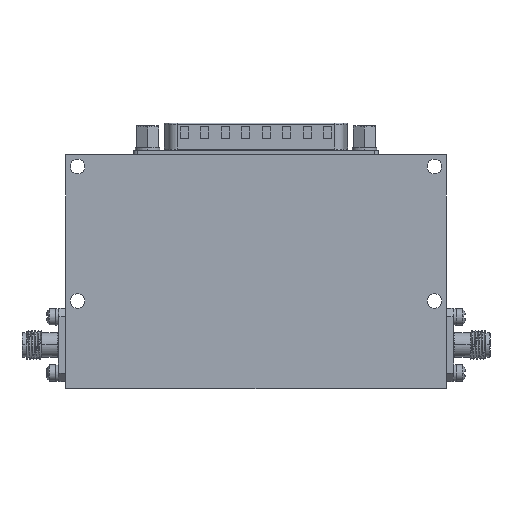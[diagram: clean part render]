
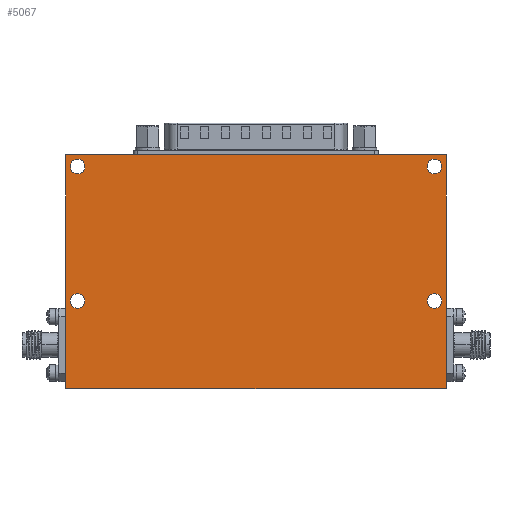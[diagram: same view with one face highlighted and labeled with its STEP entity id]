
A CAD part, front view. The second image highlights one B-rep face of the part: STEP entity #5067.
In plain terms, the highlighted planar face has unit normal (0, -1, 0).
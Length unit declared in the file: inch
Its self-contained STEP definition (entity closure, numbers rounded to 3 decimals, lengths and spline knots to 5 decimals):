
#854 = PLANE ( 'NONE',  #126772 ) ;
#5003 = CARTESIAN_POINT ( 'NONE',  ( 1.525, 0., -0.25 ) ) ;
#5067 = ADVANCED_FACE ( 'NONE', ( #134108, #36432, #155150, #200757, #33102 ), #854, .T. ) ;
#8611 = AXIS2_PLACEMENT_3D ( 'NONE', #92236, #40214, #175534 ) ;
#9316 = AXIS2_PLACEMENT_3D ( 'NONE', #38949, #90914, #69934 ) ;
#11538 = ORIENTED_EDGE ( 'NONE', *, *, #130275, .T. ) ;
#13879 = EDGE_CURVE ( 'NONE', #166334, #52037, #151170, .T. ) ;
#14994 = VECTOR ( 'NONE', #58302, 39.37008 ) ;
#18275 = CARTESIAN_POINT ( 'NONE',  ( -1.5875, 0., -0.25 ) ) ;
#19827 = VECTOR ( 'NONE', #217056, 39.37008 ) ;
#20670 = ORIENTED_EDGE ( 'NONE', *, *, #82456, .T. ) ;
#23185 = CARTESIAN_POINT ( 'NONE',  ( -1.525, 0., -0.25 ) ) ;
#23785 = DIRECTION ( 'NONE',  ( 1., 0., 0. ) ) ;
#30738 = VERTEX_POINT ( 'NONE', #61985 ) ;
#31278 = CIRCLE ( 'NONE', #148409, 0.0625 ) ;
#33102 = FACE_OUTER_BOUND ( 'NONE', #175223, .T. ) ;
#33608 = ORIENTED_EDGE ( 'NONE', *, *, #199028, .T. ) ;
#34358 = CARTESIAN_POINT ( 'NONE',  ( 1.525, 0., 0.9 ) ) ;
#35168 = CARTESIAN_POINT ( 'NONE',  ( -1.525, 0., 0.9 ) ) ;
#36432 = FACE_BOUND ( 'NONE', #46735, .T. ) ;
#37087 = CIRCLE ( 'NONE', #8611, 0.0625 ) ;
#38295 = CIRCLE ( 'NONE', #162354, 0.0625 ) ;
#38949 = CARTESIAN_POINT ( 'NONE',  ( -1.525, 0., 0.9 ) ) ;
#40214 = DIRECTION ( 'NONE',  ( 0., 1., 0. ) ) ;
#41060 = VERTEX_POINT ( 'NONE', #184520 ) ;
#42770 = VERTEX_POINT ( 'NONE', #18275 ) ;
#42792 = CARTESIAN_POINT ( 'NONE',  ( 1.625, 0., 1. ) ) ;
#44018 = VERTEX_POINT ( 'NONE', #155448 ) ;
#45240 = CARTESIAN_POINT ( 'NONE',  ( -1.4625, 0., -0.25 ) ) ;
#45753 = ORIENTED_EDGE ( 'NONE', *, *, #58896, .T. ) ;
#46735 = EDGE_LOOP ( 'NONE', ( #128599, #45753 ) ) ;
#49697 = VERTEX_POINT ( 'NONE', #58139 ) ;
#52037 = VERTEX_POINT ( 'NONE', #64877 ) ;
#53911 = CARTESIAN_POINT ( 'NONE',  ( 1.525, 0., 0.9 ) ) ;
#54250 = CIRCLE ( 'NONE', #128496, 0.0625 ) ;
#57522 = EDGE_CURVE ( 'NONE', #42770, #159177, #187077, .T. ) ;
#58139 = CARTESIAN_POINT ( 'NONE',  ( 1.625, 0., -1. ) ) ;
#58302 = DIRECTION ( 'NONE',  ( -1., 0., 0. ) ) ;
#58896 = EDGE_CURVE ( 'NONE', #52037, #166334, #31278, .T. ) ;
#61985 = CARTESIAN_POINT ( 'NONE',  ( 1.625, 0., 1. ) ) ;
#62743 = EDGE_LOOP ( 'NONE', ( #171312, #20670 ) ) ;
#64877 = CARTESIAN_POINT ( 'NONE',  ( -1.5875, 0., 0.9 ) ) ;
#64989 = ORIENTED_EDGE ( 'NONE', *, *, #66857, .T. ) ;
#65871 = VERTEX_POINT ( 'NONE', #144176 ) ;
#66857 = EDGE_CURVE ( 'NONE', #30738, #44018, #78167, .T. ) ;
#66974 = ORIENTED_EDGE ( 'NONE', *, *, #167496, .T. ) ;
#69934 = DIRECTION ( 'NONE',  ( 1., 0., 0. ) ) ;
#77048 = CARTESIAN_POINT ( 'NONE',  ( -1.4625, 0., 0.9 ) ) ;
#78085 = DIRECTION ( 'NONE',  ( -1., 0., 0. ) ) ;
#78167 = LINE ( 'NONE', #42792, #14994 ) ;
#82026 = DIRECTION ( 'NONE',  ( 1., 0., 0. ) ) ;
#82456 = EDGE_CURVE ( 'NONE', #143725, #173707, #144832, .T. ) ;
#88161 = DIRECTION ( 'NONE',  ( 0., 1., 0. ) ) ;
#88646 = DIRECTION ( 'NONE',  ( 0., 1., 0. ) ) ;
#89331 = DIRECTION ( 'NONE',  ( 1., 0., 0. ) ) ;
#90914 = DIRECTION ( 'NONE',  ( 0., 1., 0. ) ) ;
#92236 = CARTESIAN_POINT ( 'NONE',  ( 1.525, 0., -0.25 ) ) ;
#100306 = CARTESIAN_POINT ( 'NONE',  ( 1.625, 0., -1. ) ) ;
#101940 = LINE ( 'NONE', #118677, #138342 ) ;
#102655 = CARTESIAN_POINT ( 'NONE',  ( 1.4625, 0., -0.25 ) ) ;
#104443 = CIRCLE ( 'NONE', #175288, 0.0625 ) ;
#106209 = CARTESIAN_POINT ( 'NONE',  ( -1.525, 0., -0.25 ) ) ;
#107324 = DIRECTION ( 'NONE',  ( 1., 0., 0. ) ) ;
#118677 = CARTESIAN_POINT ( 'NONE',  ( 1.625, 0., -1. ) ) ;
#126772 = AXIS2_PLACEMENT_3D ( 'NONE', #163609, #127008, #78085 ) ;
#127008 = DIRECTION ( 'NONE',  ( 0., -1., 0. ) ) ;
#128496 = AXIS2_PLACEMENT_3D ( 'NONE', #53911, #88161, #23785 ) ;
#128599 = ORIENTED_EDGE ( 'NONE', *, *, #13879, .T. ) ;
#130275 = EDGE_CURVE ( 'NONE', #41060, #131539, #54250, .T. ) ;
#131539 = VERTEX_POINT ( 'NONE', #179469 ) ;
#131760 = EDGE_CURVE ( 'NONE', #173707, #143725, #37087, .T. ) ;
#134108 = FACE_BOUND ( 'NONE', #144010, .T. ) ;
#134235 = DIRECTION ( 'NONE',  ( 1., 0., 0. ) ) ;
#134809 = LINE ( 'NONE', #100306, #156094 ) ;
#135358 = DIRECTION ( 'NONE',  ( 0., 1., 0. ) ) ;
#138342 = VECTOR ( 'NONE', #82026, 39.37008 ) ;
#143725 = VERTEX_POINT ( 'NONE', #102655 ) ;
#144010 = EDGE_LOOP ( 'NONE', ( #66974, #205805 ) ) ;
#144176 = CARTESIAN_POINT ( 'NONE',  ( -1.625, 0., -1. ) ) ;
#144832 = CIRCLE ( 'NONE', #212181, 0.0625 ) ;
#145955 = EDGE_LOOP ( 'NONE', ( #193766, #11538 ) ) ;
#148409 = AXIS2_PLACEMENT_3D ( 'NONE', #35168, #203836, #156078 ) ;
#151170 = CIRCLE ( 'NONE', #9316, 0.0625 ) ;
#151527 = CARTESIAN_POINT ( 'NONE',  ( -1.625, 0., -1. ) ) ;
#155150 = FACE_BOUND ( 'NONE', #145955, .T. ) ;
#155448 = CARTESIAN_POINT ( 'NONE',  ( -1.625, 0., 1. ) ) ;
#156078 = DIRECTION ( 'NONE',  ( 1., 0., 0. ) ) ;
#156094 = VECTOR ( 'NONE', #181456, 39.37008 ) ;
#156601 = ORIENTED_EDGE ( 'NONE', *, *, #198865, .T. ) ;
#158832 = CARTESIAN_POINT ( 'NONE',  ( 1.5875, 0., -0.25 ) ) ;
#159177 = VERTEX_POINT ( 'NONE', #45240 ) ;
#162354 = AXIS2_PLACEMENT_3D ( 'NONE', #34358, #135358, #134235 ) ;
#163609 = CARTESIAN_POINT ( 'NONE',  ( 0., 0., 0. ) ) ;
#166334 = VERTEX_POINT ( 'NONE', #77048 ) ;
#167496 = EDGE_CURVE ( 'NONE', #159177, #42770, #104443, .T. ) ;
#168174 = LINE ( 'NONE', #151527, #19827 ) ;
#170410 = EDGE_CURVE ( 'NONE', #131539, #41060, #38295, .T. ) ;
#171312 = ORIENTED_EDGE ( 'NONE', *, *, #131760, .T. ) ;
#173707 = VERTEX_POINT ( 'NONE', #158832 ) ;
#175223 = EDGE_LOOP ( 'NONE', ( #206566, #33608, #156601, #64989 ) ) ;
#175240 = DIRECTION ( 'NONE',  ( 1., 0., 0. ) ) ;
#175288 = AXIS2_PLACEMENT_3D ( 'NONE', #106209, #176155, #107324 ) ;
#175534 = DIRECTION ( 'NONE',  ( 1., 0., 0. ) ) ;
#176155 = DIRECTION ( 'NONE',  ( 0., 1., 0. ) ) ;
#179469 = CARTESIAN_POINT ( 'NONE',  ( 1.5875, 0., 0.9 ) ) ;
#181456 = DIRECTION ( 'NONE',  ( 0., 0., 1. ) ) ;
#184520 = CARTESIAN_POINT ( 'NONE',  ( 1.4625, 0., 0.9 ) ) ;
#187077 = CIRCLE ( 'NONE', #190545, 0.0625 ) ;
#190545 = AXIS2_PLACEMENT_3D ( 'NONE', #23185, #88646, #175240 ) ;
#193649 = EDGE_CURVE ( 'NONE', #44018, #65871, #168174, .T. ) ;
#193766 = ORIENTED_EDGE ( 'NONE', *, *, #170410, .T. ) ;
#198865 = EDGE_CURVE ( 'NONE', #49697, #30738, #134809, .T. ) ;
#199028 = EDGE_CURVE ( 'NONE', #65871, #49697, #101940, .T. ) ;
#200757 = FACE_BOUND ( 'NONE', #62743, .T. ) ;
#203836 = DIRECTION ( 'NONE',  ( 0., 1., 0. ) ) ;
#205805 = ORIENTED_EDGE ( 'NONE', *, *, #57522, .T. ) ;
#206566 = ORIENTED_EDGE ( 'NONE', *, *, #193649, .T. ) ;
#209305 = DIRECTION ( 'NONE',  ( 0., 1., 0. ) ) ;
#212181 = AXIS2_PLACEMENT_3D ( 'NONE', #5003, #209305, #89331 ) ;
#217056 = DIRECTION ( 'NONE',  ( 0., 0., -1. ) ) ;
